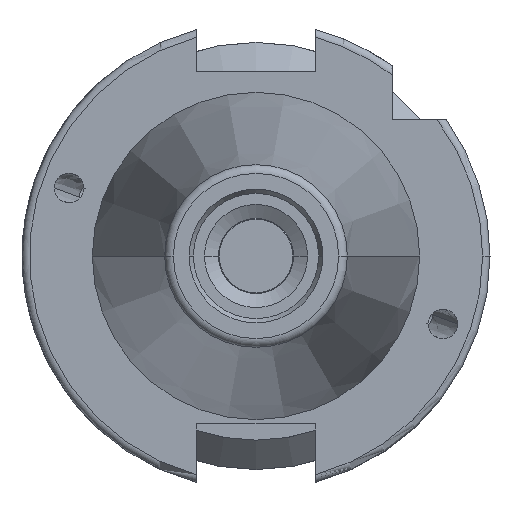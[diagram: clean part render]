
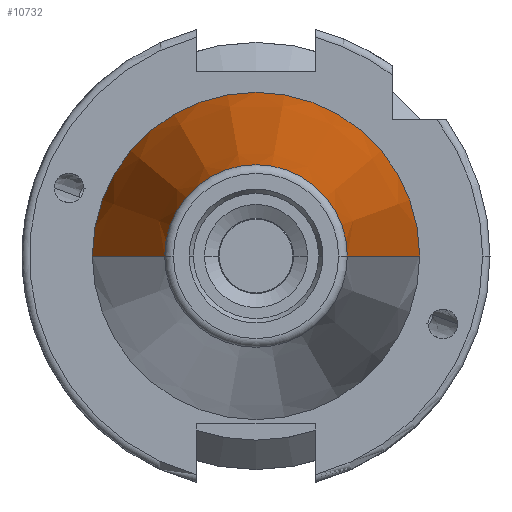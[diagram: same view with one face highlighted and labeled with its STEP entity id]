
A CAD part, left-side view. The second image highlights one B-rep face of the part: STEP entity #10732.
In plain terms, the highlighted conical face has half-angle 8.297 degrees and reference radius 22.225 mm.
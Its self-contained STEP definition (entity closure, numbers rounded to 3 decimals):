
#2077 = DIRECTION ( 'NONE',  ( 0., -1., 0. ) ) ;
#2078 = DIRECTION ( 'NONE',  ( -1., 0., 0. ) ) ;
#2079 = AXIS2_PLACEMENT_3D ( 'NONE', #2085, #2078, #2077 ) ;
#2080 = CIRCLE ( 'NONE', #2079, 12.4 ) ;
#2085 = CARTESIAN_POINT ( 'NONE',  ( -67.373, 0., 0. ) ) ;
#2170 = DIRECTION ( 'NONE',  ( 0., 1., 0. ) ) ;
#2171 = DIRECTION ( 'NONE',  ( 1., 0., 0. ) ) ;
#2172 = AXIS2_PLACEMENT_3D ( 'NONE', #2174, #2171, #2170 ) ;
#2174 = CARTESIAN_POINT ( 'NONE',  ( 0., 0., 0. ) ) ;
#2175 = CONICAL_SURFACE ( 'NONE', #2172, 22.225, 0.145 ) ;
#2179 = FACE_OUTER_BOUND ( 'NONE', #10700, .T. ) ;
#4200 = EDGE_CURVE ( 'NONE', #4208, #4215, #7970, .T. ) ;
#4208 = VERTEX_POINT ( 'NONE', #7957 ) ;
#4215 = VERTEX_POINT ( 'NONE', #7996 ) ;
#4241 = ORIENTED_EDGE ( 'NONE', *, *, #4242, .F. ) ;
#4242 = EDGE_CURVE ( 'NONE', #4274, #4215, #8075, .T. ) ;
#4243 = ORIENTED_EDGE ( 'NONE', *, *, #4200, .T. ) ;
#4274 = VERTEX_POINT ( 'NONE', #8144 ) ;
#4278 = ORIENTED_EDGE ( 'NONE', *, *, #4280, .T. ) ;
#4280 = EDGE_CURVE ( 'NONE', #4282, #4208, #8137, .T. ) ;
#4282 = VERTEX_POINT ( 'NONE', #8133 ) ;
#7957 = CARTESIAN_POINT ( 'NONE',  ( 0., -22.225, 0. ) ) ;
#7963 = DIRECTION ( 'NONE',  ( 0., -1., 0. ) ) ;
#7964 = DIRECTION ( 'NONE',  ( -1., 0., 0. ) ) ;
#7965 = CARTESIAN_POINT ( 'NONE',  ( 0., 0., 0. ) ) ;
#7966 = AXIS2_PLACEMENT_3D ( 'NONE', #7965, #7964, #7963 ) ;
#7970 = CIRCLE ( 'NONE', #7966, 22.225 ) ;
#7996 = CARTESIAN_POINT ( 'NONE',  ( 0., 22.225, 0. ) ) ;
#8069 = DIRECTION ( 'NONE',  ( 0.99, 0.144, 0. ) ) ;
#8070 = VECTOR ( 'NONE', #8069, 1000. ) ;
#8071 = CARTESIAN_POINT ( 'NONE',  ( 0., 22.225, 0. ) ) ;
#8075 = LINE ( 'NONE', #8071, #8070 ) ;
#8133 = CARTESIAN_POINT ( 'NONE',  ( -67.373, -12.4, 0. ) ) ;
#8134 = DIRECTION ( 'NONE',  ( 0.99, -0.144, 0. ) ) ;
#8135 = VECTOR ( 'NONE', #8134, 1000. ) ;
#8136 = CARTESIAN_POINT ( 'NONE',  ( 0., -22.225, 0. ) ) ;
#8137 = LINE ( 'NONE', #8136, #8135 ) ;
#8144 = CARTESIAN_POINT ( 'NONE',  ( -67.373, 12.4, 0. ) ) ;
#10678 = EDGE_CURVE ( 'NONE', #4282, #4274, #2080, .T. ) ;
#10700 = EDGE_LOOP ( 'NONE', ( #10704, #4278, #4243, #4241 ) ) ;
#10704 = ORIENTED_EDGE ( 'NONE', *, *, #10678, .F. ) ;
#10732 = ADVANCED_FACE ( 'NONE', ( #2179 ), #2175, .T. ) ;
